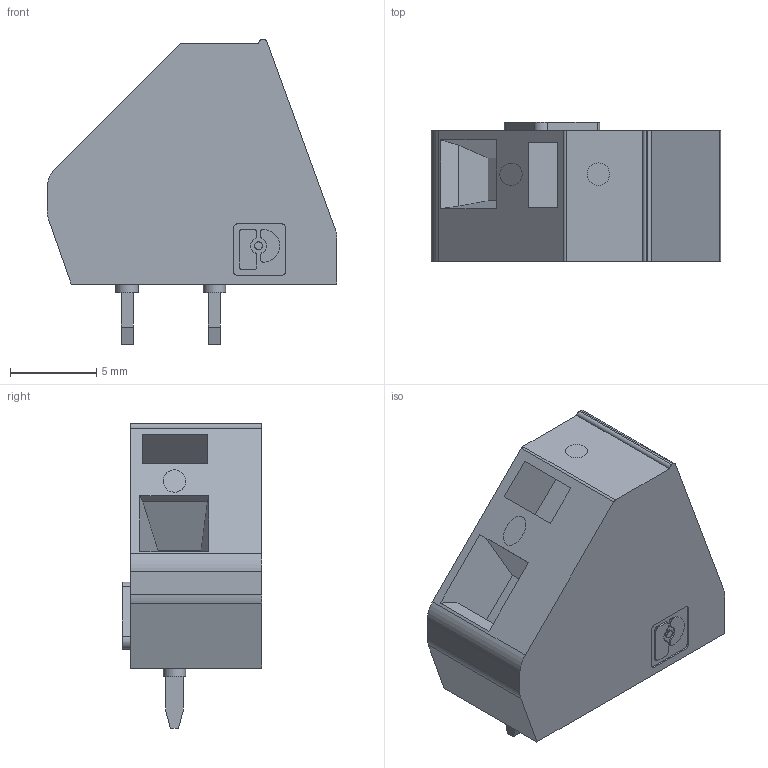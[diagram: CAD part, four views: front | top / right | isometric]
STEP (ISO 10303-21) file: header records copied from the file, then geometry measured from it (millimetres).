
FILE_DESCRIPTION(/* description */ (''),/* implementation_level */ '2;1');
FILE_NAME(/* name */ 'PHOENIX_1706727.stp',/* time_stamp */ '2016-06-01T13:33:32+02:00',/* author */ ('riccim'),/* organization */ ('SolidWorks'),/* preprocessor_version */ 'ST-DEVELOPER v15.5',/* originating_system */ 'AutoCAD Mechanical',/* authorisation */ ' ');
FILE_SCHEMA (('AUTOMOTIVE_DESIGN { 1 0 10303 214 3 1 1 }'));
Length unit declared in the file: millimetre
Products named in the file (1): Product
Bounding box: 16.85 x 8.12 x 17.7 mm (x, y, z)
Volume: 1302 mm3; surface area: 926.8 mm2
Topology: 4 solids, 4 shells, 113 faces, 267 edges, 176 vertices
Faces by surface type: plane 75, cylinder 29, torus 6, cone 3
Full cylindrical faces by diameter (mm): 0.457 x1, 1.3 x2
Entity records: 3221 total; most frequent: DIRECTION 555, CARTESIAN_POINT 545, ORIENTED_EDGE 510, EDGE_CURVE 255, AXIS2_PLACEMENT_3D 186, LINE 183, VECTOR 183, VERTEX_POINT 176
